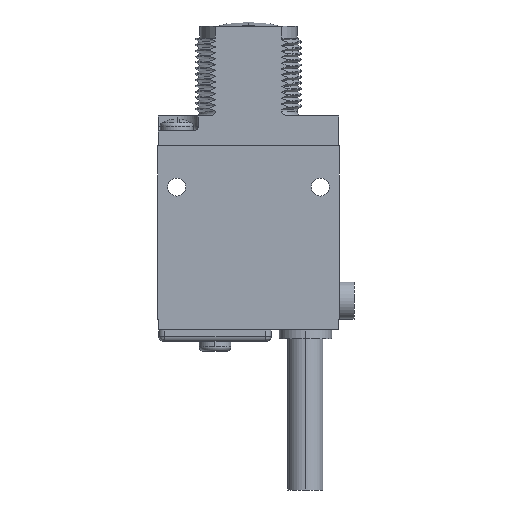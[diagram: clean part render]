
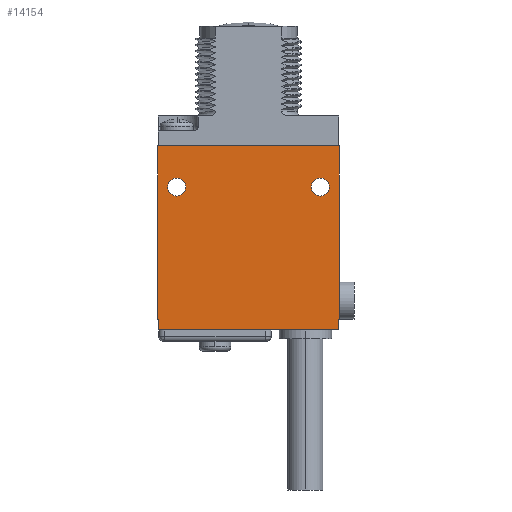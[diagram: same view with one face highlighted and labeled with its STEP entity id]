
A CAD part, left-side view. The second image highlights one B-rep face of the part: STEP entity #14154.
In plain terms, the highlighted planar face has unit normal (-1, 0, 0).
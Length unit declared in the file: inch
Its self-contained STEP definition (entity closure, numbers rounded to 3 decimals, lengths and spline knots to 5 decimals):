
#2753=DIRECTION('',(0.,1.,0.));
#2754=VECTOR('',#2753,1.2);
#2755=CARTESIAN_POINT('',(-0.236,0.005,-1.23));
#2756=LINE('',#2755,#2754);
#2819=DIRECTION('',(0.,1.,0.));
#2820=VECTOR('',#2819,0.005);
#2821=CARTESIAN_POINT('',(-0.236,0.,-1.16));
#2822=LINE('',#2821,#2820);
#2823=DIRECTION('',(0.,0.,-1.));
#2824=VECTOR('',#2823,0.07);
#2825=CARTESIAN_POINT('',(-0.236,0.005,-1.16));
#2826=LINE('',#2825,#2824);
#2827=DIRECTION('',(0.,1.,0.));
#2828=VECTOR('',#2827,0.005);
#2829=CARTESIAN_POINT('',(-0.236,1.205,-1.16));
#2830=LINE('',#2829,#2828);
#2831=DIRECTION('',(0.,0.,1.));
#2832=VECTOR('',#2831,1.16);
#2833=CARTESIAN_POINT('',(-0.236,1.21,-1.16));
#2834=LINE('',#2833,#2832);
#2835=DIRECTION('',(0.,-1.,0.));
#2836=VECTOR('',#2835,0.00299);
#2837=CARTESIAN_POINT('',(-0.236,1.21,0.));
#2838=LINE('',#2837,#2836);
#2839=DIRECTION('',(0.,1.,0.));
#2840=VECTOR('',#2839,1.204);
#2841=CARTESIAN_POINT('',(-0.236,0.00301,0.));
#2842=LINE('',#2841,#2840);
#2843=DIRECTION('',(0.,-1.,0.));
#2844=VECTOR('',#2843,0.00301);
#2845=CARTESIAN_POINT('',(-0.236,0.00301,0.));
#2846=LINE('',#2845,#2844);
#2847=DIRECTION('',(0.,0.,-1.));
#2848=VECTOR('',#2847,1.16);
#2849=CARTESIAN_POINT('',(-0.236,0.,0.));
#2850=LINE('',#2849,#2848);
#2851=CARTESIAN_POINT('',(-0.236,1.085,-0.275));
#2852=DIRECTION('',(1.,0.,0.));
#2853=DIRECTION('',(0.,0.,-1.));
#2854=AXIS2_PLACEMENT_3D('',#2851,#2852,#2853);
#2856=CARTESIAN_POINT('',(-0.236,1.085,-0.275));
#2857=DIRECTION('',(1.,0.,0.));
#2858=DIRECTION('',(0.,0.,1.));
#2859=AXIS2_PLACEMENT_3D('',#2856,#2857,#2858);
#2861=CARTESIAN_POINT('',(-0.236,0.125,-0.275));
#2862=DIRECTION('',(1.,0.,0.));
#2863=DIRECTION('',(0.,0.,-1.));
#2864=AXIS2_PLACEMENT_3D('',#2861,#2862,#2863);
#2866=CARTESIAN_POINT('',(-0.236,0.125,-0.275));
#2867=DIRECTION('',(1.,0.,0.));
#2868=DIRECTION('',(0.,0.,1.));
#2869=AXIS2_PLACEMENT_3D('',#2866,#2867,#2868);
#2871=DIRECTION('',(0.,0.,-1.));
#2872=VECTOR('',#2871,0.07);
#2873=CARTESIAN_POINT('',(-0.236,1.205,-1.16));
#2874=LINE('',#2873,#2872);
#8817=CARTESIAN_POINT('',(-0.236,0.,0.));
#8818=CARTESIAN_POINT('',(-0.236,0.,-1.16));
#8819=VERTEX_POINT('',#8817);
#8820=VERTEX_POINT('',#8818);
#8821=CARTESIAN_POINT('',(-0.236,1.21,-1.16));
#8822=CARTESIAN_POINT('',(-0.236,1.21,0.));
#8823=VERTEX_POINT('',#8821);
#8824=VERTEX_POINT('',#8822);
#8841=CARTESIAN_POINT('',(-0.236,1.085,-0.335));
#8842=CARTESIAN_POINT('',(-0.236,1.085,-0.215));
#8843=VERTEX_POINT('',#8841);
#8844=VERTEX_POINT('',#8842);
#8845=CARTESIAN_POINT('',(-0.236,0.125,-0.335));
#8846=CARTESIAN_POINT('',(-0.236,0.125,-0.215));
#8847=VERTEX_POINT('',#8845);
#8848=VERTEX_POINT('',#8846);
#9507=CARTESIAN_POINT('',(-0.236,0.00301,0.));
#9508=CARTESIAN_POINT('',(-0.236,1.20701,0.));
#9509=VERTEX_POINT('',#9507);
#9510=VERTEX_POINT('',#9508);
#9728=CARTESIAN_POINT('',(-0.236,0.005,-1.23));
#9730=VERTEX_POINT('',#9728);
#9731=CARTESIAN_POINT('',(-0.236,1.205,-1.23));
#9732=VERTEX_POINT('',#9731);
#10121=CARTESIAN_POINT('',(-0.236,0.005,-1.16));
#10123=VERTEX_POINT('',#10121);
#10125=CARTESIAN_POINT('',(-0.236,1.205,-1.16));
#10127=VERTEX_POINT('',#10125);
#14118=CARTESIAN_POINT('',(-0.236,0.,0.));
#14119=DIRECTION('',(1.,0.,0.));
#14120=DIRECTION('',(0.,0.,-1.));
#14121=AXIS2_PLACEMENT_3D('',#14118,#14119,#14120);
#14122=PLANE('',#14121);
#14123=ORIENTED_EDGE('',*,*,#14107,.T.);
#14124=ORIENTED_EDGE('',*,*,#14096,.T.);
#14125=ORIENTED_EDGE('',*,*,#14058,.T.);
#14127=ORIENTED_EDGE('',*,*,#14126,.F.);
#14129=ORIENTED_EDGE('',*,*,#14128,.T.);
#14131=ORIENTED_EDGE('',*,*,#14130,.T.);
#14133=ORIENTED_EDGE('',*,*,#14132,.T.);
#14135=ORIENTED_EDGE('',*,*,#14134,.F.);
#14137=ORIENTED_EDGE('',*,*,#14136,.T.);
#14139=ORIENTED_EDGE('',*,*,#14138,.T.);
#14140=EDGE_LOOP('',(#14123,#14124,#14125,#14127,#14129,#14131,#14133,#14135,
#14137,#14139));
#14141=FACE_OUTER_BOUND('',#14140,.F.);
#14143=ORIENTED_EDGE('',*,*,#14142,.F.);
#14145=ORIENTED_EDGE('',*,*,#14144,.F.);
#14146=EDGE_LOOP('',(#14143,#14145));
#14147=FACE_BOUND('',#14146,.F.);
#14149=ORIENTED_EDGE('',*,*,#14148,.F.);
#14151=ORIENTED_EDGE('',*,*,#14150,.F.);
#14152=EDGE_LOOP('',(#14149,#14151));
#14153=FACE_BOUND('',#14152,.F.);
#14154=ADVANCED_FACE('',(#14141,#14147,#14153),#14122,.F.);
#2855=CIRCLE('',#2854,0.06);
#2860=CIRCLE('',#2859,0.06);
#2865=CIRCLE('',#2864,0.06);
#2870=CIRCLE('',#2869,0.06);
#14058=EDGE_CURVE('',#9730,#9732,#2756,.T.);
#14096=EDGE_CURVE('',#10123,#9730,#2826,.T.);
#14107=EDGE_CURVE('',#8820,#10123,#2822,.T.);
#14126=EDGE_CURVE('',#10127,#9732,#2874,.T.);
#14128=EDGE_CURVE('',#10127,#8823,#2830,.T.);
#14130=EDGE_CURVE('',#8823,#8824,#2834,.T.);
#14132=EDGE_CURVE('',#8824,#9510,#2838,.T.);
#14134=EDGE_CURVE('',#9509,#9510,#2842,.T.);
#14136=EDGE_CURVE('',#9509,#8819,#2846,.T.);
#14138=EDGE_CURVE('',#8819,#8820,#2850,.T.);
#14142=EDGE_CURVE('',#8843,#8844,#2855,.T.);
#14144=EDGE_CURVE('',#8844,#8843,#2860,.T.);
#14148=EDGE_CURVE('',#8847,#8848,#2865,.T.);
#14150=EDGE_CURVE('',#8848,#8847,#2870,.T.);
